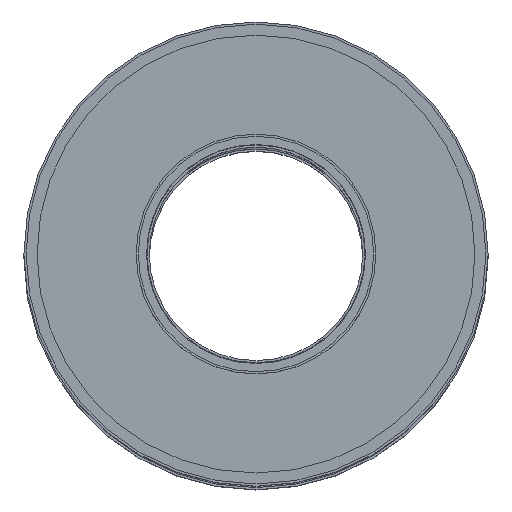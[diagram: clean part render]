
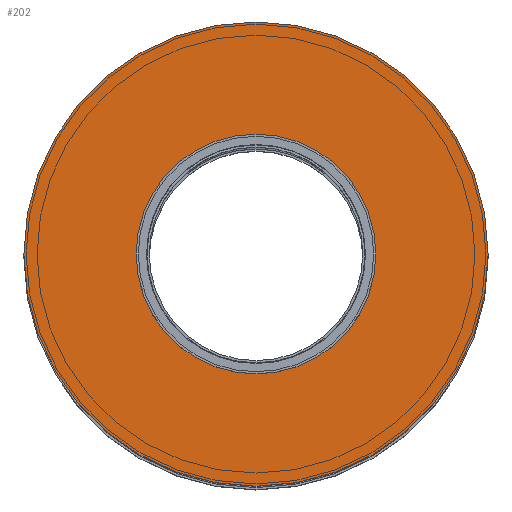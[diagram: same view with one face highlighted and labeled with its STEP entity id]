
A CAD part, top view. The second image highlights one B-rep face of the part: STEP entity #202.
In plain terms, the highlighted planar face has unit normal (0, 0, 1).
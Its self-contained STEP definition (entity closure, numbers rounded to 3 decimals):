
#125 = VERTEX_POINT ( 'NONE', #692 ) ;
#127 = EDGE_CURVE ( 'NONE', #128, #125, #691, .T. ) ;
#128 = VERTEX_POINT ( 'NONE', #686 ) ;
#134 = EDGE_CURVE ( 'NONE', #135, #136, #680, .T. ) ;
#135 = VERTEX_POINT ( 'NONE', #670 ) ;
#136 = VERTEX_POINT ( 'NONE', #669 ) ;
#199 = EDGE_CURVE ( 'NONE', #136, #135, #805, .T. ) ;
#202 = ADVANCED_FACE ( 'NONE', ( #797, #796 ), #795, .T. ) ;
#203 = EDGE_LOOP ( 'NONE', ( #204, #205 ) ) ;
#204 = ORIENTED_EDGE ( 'NONE', *, *, #127, .T. ) ;
#205 = ORIENTED_EDGE ( 'NONE', *, *, #206, .T. ) ;
#206 = EDGE_CURVE ( 'NONE', #125, #128, #790, .T. ) ;
#207 = EDGE_LOOP ( 'NONE', ( #208, #209 ) ) ;
#208 = ORIENTED_EDGE ( 'NONE', *, *, #134, .F. ) ;
#209 = ORIENTED_EDGE ( 'NONE', *, *, #199, .F. ) ;
#669 = CARTESIAN_POINT ( 'NONE',  ( -54.75, 0., 500. ) ) ;
#670 = CARTESIAN_POINT ( 'NONE',  ( 54.75, 0., 500. ) ) ;
#671 = DIRECTION ( 'NONE',  ( 1., 0., 0. ) ) ;
#672 = DIRECTION ( 'NONE',  ( 0., 0., 1. ) ) ;
#673 = CARTESIAN_POINT ( 'NONE',  ( 0., 0., 500. ) ) ;
#674 = AXIS2_PLACEMENT_3D ( 'NONE', #673, #672, #671 ) ;
#680 = CIRCLE ( 'NONE', #674, 54.75 ) ;
#686 = CARTESIAN_POINT ( 'NONE',  ( 106., 0., 500. ) ) ;
#687 = DIRECTION ( 'NONE',  ( 1., 0., 0. ) ) ;
#688 = DIRECTION ( 'NONE',  ( 0., 0., 1. ) ) ;
#689 = CARTESIAN_POINT ( 'NONE',  ( 0., 0., 500. ) ) ;
#690 = AXIS2_PLACEMENT_3D ( 'NONE', #689, #688, #687 ) ;
#691 = CIRCLE ( 'NONE', #690, 106. ) ;
#692 = CARTESIAN_POINT ( 'NONE',  ( -106., 0., 500. ) ) ;
#790 = CIRCLE ( 'NONE', #853, 106. ) ;
#791 = DIRECTION ( 'NONE',  ( 1., 0., 0. ) ) ;
#792 = DIRECTION ( 'NONE',  ( 0., 0., 1. ) ) ;
#793 = AXIS2_PLACEMENT_3D ( 'NONE', #794, #792, #791 ) ;
#794 = CARTESIAN_POINT ( 'NONE',  ( 0., 54.75, 500. ) ) ;
#795 = PLANE ( 'NONE',  #793 ) ;
#796 = FACE_BOUND ( 'NONE', #207, .T. ) ;
#797 = FACE_OUTER_BOUND ( 'NONE', #203, .T. ) ;
#798 = DIRECTION ( 'NONE',  ( 1., 0., 0. ) ) ;
#799 = DIRECTION ( 'NONE',  ( 0., 0., 1. ) ) ;
#800 = CARTESIAN_POINT ( 'NONE',  ( 0., 0., 500. ) ) ;
#801 = AXIS2_PLACEMENT_3D ( 'NONE', #800, #799, #798 ) ;
#805 = CIRCLE ( 'NONE', #801, 54.75 ) ;
#850 = DIRECTION ( 'NONE',  ( 1., 0., 0. ) ) ;
#851 = DIRECTION ( 'NONE',  ( 0., 0., 1. ) ) ;
#852 = CARTESIAN_POINT ( 'NONE',  ( 0., 0., 500. ) ) ;
#853 = AXIS2_PLACEMENT_3D ( 'NONE', #852, #851, #850 ) ;
